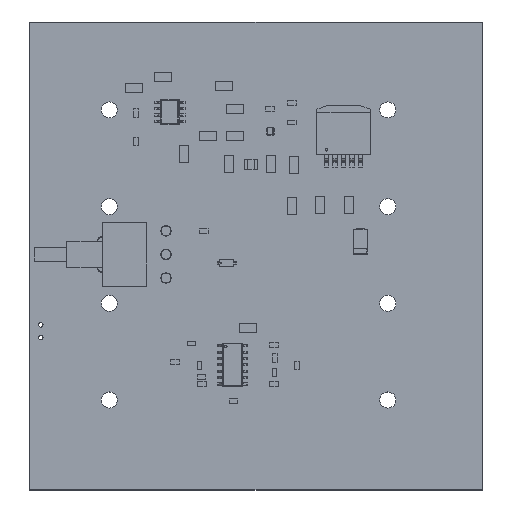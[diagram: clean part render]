
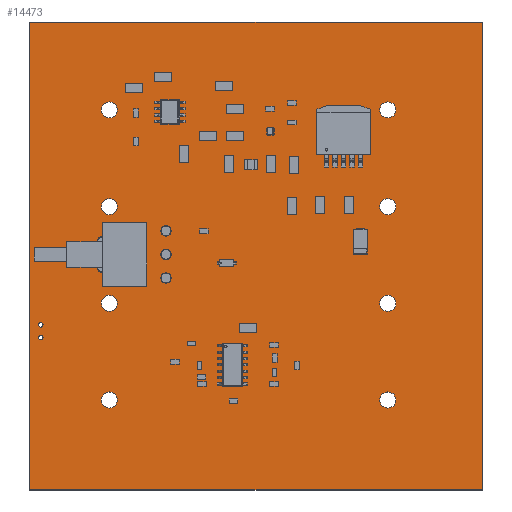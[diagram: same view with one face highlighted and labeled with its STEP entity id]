
A CAD part, top view. The second image highlights one B-rep face of the part: STEP entity #14473.
In plain terms, the highlighted planar face has unit normal (0, 0, 1).
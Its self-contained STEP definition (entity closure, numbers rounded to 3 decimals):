
#13804 = VERTEX_POINT('',#13805);
#13805 = CARTESIAN_POINT('',(0.,-90.373,0.));
#13811 = EDGE_CURVE('',#13804,#13812,#13814,.T.);
#13812 = VERTEX_POINT('',#13813);
#13813 = CARTESIAN_POINT('',(90.348,-90.373,0.));
#13814 = LINE('',#13815,#13816);
#13815 = CARTESIAN_POINT('',(0.,-90.373,0.));
#13816 = VECTOR('',#13817,1.);
#13817 = DIRECTION('',(1.,0.,0.));
#13842 = EDGE_CURVE('',#13812,#13843,#13845,.T.);
#13843 = VERTEX_POINT('',#13844);
#13844 = CARTESIAN_POINT('',(90.348,3.048,0.));
#13845 = LINE('',#13846,#13847);
#13846 = CARTESIAN_POINT('',(90.348,-90.373,0.));
#13847 = VECTOR('',#13848,1.);
#13848 = DIRECTION('',(0.,1.,0.));
#13873 = EDGE_CURVE('',#13843,#13874,#13876,.T.);
#13874 = VERTEX_POINT('',#13875);
#13875 = CARTESIAN_POINT('',(0.,3.048,0.));
#13876 = LINE('',#13877,#13878);
#13877 = CARTESIAN_POINT('',(90.348,3.048,0.));
#13878 = VECTOR('',#13879,1.);
#13879 = DIRECTION('',(-1.,0.,0.));
#13904 = EDGE_CURVE('',#13874,#13804,#13905,.T.);
#13905 = LINE('',#13906,#13907);
#13906 = CARTESIAN_POINT('',(0.,3.048,0.));
#13907 = VECTOR('',#13908,1.);
#13908 = DIRECTION('',(0.,-1.,0.));
#13928 = VERTEX_POINT('',#13929);
#13929 = CARTESIAN_POINT('',(2.66,-57.404,0.));
#13935 = EDGE_CURVE('',#13928,#13928,#13936,.T.);
#13936 = CIRCLE('',#13937,0.45);
#13937 = AXIS2_PLACEMENT_3D('',#13938,#13939,#13940);
#13938 = CARTESIAN_POINT('',(2.21,-57.404,0.));
#13939 = DIRECTION('',(0.,0.,1.));
#13940 = DIRECTION('',(1.,0.,0.));
#13961 = VERTEX_POINT('',#13962);
#13962 = CARTESIAN_POINT('',(17.491,-72.411,0.));
#13968 = EDGE_CURVE('',#13961,#13961,#13969,.T.);
#13969 = CIRCLE('',#13970,1.6);
#13970 = AXIS2_PLACEMENT_3D('',#13971,#13972,#13973);
#13971 = CARTESIAN_POINT('',(15.891,-72.411,0.));
#13972 = DIRECTION('',(0.,0.,1.));
#13973 = DIRECTION('',(1.,0.,0.));
#13994 = VERTEX_POINT('',#13995);
#13995 = CARTESIAN_POINT('',(2.66,-59.944,0.));
#14001 = EDGE_CURVE('',#13994,#13994,#14002,.T.);
#14002 = CIRCLE('',#14003,0.45);
#14003 = AXIS2_PLACEMENT_3D('',#14004,#14005,#14006);
#14004 = CARTESIAN_POINT('',(2.21,-59.944,0.));
#14005 = DIRECTION('',(0.,0.,1.));
#14006 = DIRECTION('',(1.,0.,0.));
#14027 = VERTEX_POINT('',#14028);
#14028 = CARTESIAN_POINT('',(15.553,-45.898,0.));
#14034 = EDGE_CURVE('',#14027,#14027,#14035,.T.);
#14035 = CIRCLE('',#14036,1.05);
#14036 = AXIS2_PLACEMENT_3D('',#14037,#14038,#14039);
#14037 = CARTESIAN_POINT('',(14.503,-45.898,0.));
#14038 = DIRECTION('',(0.,0.,1.));
#14039 = DIRECTION('',(1.,0.,0.));
#14060 = VERTEX_POINT('',#14061);
#14061 = CARTESIAN_POINT('',(15.553,-40.818,0.));
#14067 = EDGE_CURVE('',#14060,#14060,#14068,.T.);
#14068 = CIRCLE('',#14069,1.05);
#14069 = AXIS2_PLACEMENT_3D('',#14070,#14071,#14072);
#14070 = CARTESIAN_POINT('',(14.503,-40.818,0.));
#14071 = DIRECTION('',(0.,0.,1.));
#14072 = DIRECTION('',(1.,0.,0.));
#14093 = VERTEX_POINT('',#14094);
#14094 = CARTESIAN_POINT('',(17.491,-33.811,0.));
#14100 = EDGE_CURVE('',#14093,#14093,#14101,.T.);
#14101 = CIRCLE('',#14102,1.6);
#14102 = AXIS2_PLACEMENT_3D('',#14103,#14104,#14105);
#14103 = CARTESIAN_POINT('',(15.891,-33.811,0.));
#14104 = DIRECTION('',(0.,0.,1.));
#14105 = DIRECTION('',(1.,0.,0.));
#14126 = VERTEX_POINT('',#14127);
#14127 = CARTESIAN_POINT('',(17.491,-14.511,0.));
#14133 = EDGE_CURVE('',#14126,#14126,#14134,.T.);
#14134 = CIRCLE('',#14135,1.6);
#14135 = AXIS2_PLACEMENT_3D('',#14136,#14137,#14138);
#14136 = CARTESIAN_POINT('',(15.891,-14.511,0.));
#14137 = DIRECTION('',(0.,0.,1.));
#14138 = DIRECTION('',(1.,0.,0.));
#14159 = VERTEX_POINT('',#14160);
#14160 = CARTESIAN_POINT('',(17.491,-53.111,0.));
#14166 = EDGE_CURVE('',#14159,#14159,#14167,.T.);
#14167 = CIRCLE('',#14168,1.6);
#14168 = AXIS2_PLACEMENT_3D('',#14169,#14170,#14171);
#14169 = CARTESIAN_POINT('',(15.891,-53.111,0.));
#14170 = DIRECTION('',(0.,0.,1.));
#14171 = DIRECTION('',(1.,0.,0.));
#14192 = VERTEX_POINT('',#14193);
#14193 = CARTESIAN_POINT('',(28.253,-48.058,0.));
#14199 = EDGE_CURVE('',#14192,#14192,#14200,.T.);
#14200 = CIRCLE('',#14201,1.05);
#14201 = AXIS2_PLACEMENT_3D('',#14202,#14203,#14204);
#14202 = CARTESIAN_POINT('',(27.203,-48.058,0.));
#14203 = DIRECTION('',(0.,0.,1.));
#14204 = DIRECTION('',(1.,0.,0.));
#14225 = VERTEX_POINT('',#14226);
#14226 = CARTESIAN_POINT('',(73.101,-72.411,0.));
#14232 = EDGE_CURVE('',#14225,#14225,#14233,.T.);
#14233 = CIRCLE('',#14234,1.6);
#14234 = AXIS2_PLACEMENT_3D('',#14235,#14236,#14237);
#14235 = CARTESIAN_POINT('',(71.501,-72.411,0.));
#14236 = DIRECTION('',(0.,0.,1.));
#14237 = DIRECTION('',(1.,0.,0.));
#14258 = VERTEX_POINT('',#14259);
#14259 = CARTESIAN_POINT('',(73.101,-53.111,0.));
#14265 = EDGE_CURVE('',#14258,#14258,#14266,.T.);
#14266 = CIRCLE('',#14267,1.6);
#14267 = AXIS2_PLACEMENT_3D('',#14268,#14269,#14270);
#14268 = CARTESIAN_POINT('',(71.501,-53.111,0.));
#14269 = DIRECTION('',(0.,0.,1.));
#14270 = DIRECTION('',(1.,0.,0.));
#14291 = VERTEX_POINT('',#14292);
#14292 = CARTESIAN_POINT('',(28.253,-43.358,0.));
#14298 = EDGE_CURVE('',#14291,#14291,#14299,.T.);
#14299 = CIRCLE('',#14300,1.05);
#14300 = AXIS2_PLACEMENT_3D('',#14301,#14302,#14303);
#14301 = CARTESIAN_POINT('',(27.203,-43.358,0.));
#14302 = DIRECTION('',(0.,0.,1.));
#14303 = DIRECTION('',(1.,0.,0.));
#14324 = VERTEX_POINT('',#14325);
#14325 = CARTESIAN_POINT('',(28.253,-38.658,0.));
#14331 = EDGE_CURVE('',#14324,#14324,#14332,.T.);
#14332 = CIRCLE('',#14333,1.05);
#14333 = AXIS2_PLACEMENT_3D('',#14334,#14335,#14336);
#14334 = CARTESIAN_POINT('',(27.203,-38.658,0.));
#14335 = DIRECTION('',(0.,0.,1.));
#14336 = DIRECTION('',(1.,0.,0.));
#14357 = VERTEX_POINT('',#14358);
#14358 = CARTESIAN_POINT('',(73.101,-33.811,0.));
#14364 = EDGE_CURVE('',#14357,#14357,#14365,.T.);
#14365 = CIRCLE('',#14366,1.6);
#14366 = AXIS2_PLACEMENT_3D('',#14367,#14368,#14369);
#14367 = CARTESIAN_POINT('',(71.501,-33.811,0.));
#14368 = DIRECTION('',(0.,0.,1.));
#14369 = DIRECTION('',(1.,0.,0.));
#14390 = VERTEX_POINT('',#14391);
#14391 = CARTESIAN_POINT('',(73.101,-14.511,0.));
#14397 = EDGE_CURVE('',#14390,#14390,#14398,.T.);
#14398 = CIRCLE('',#14399,1.6);
#14399 = AXIS2_PLACEMENT_3D('',#14400,#14401,#14402);
#14400 = CARTESIAN_POINT('',(71.501,-14.511,0.));
#14401 = DIRECTION('',(0.,0.,1.));
#14402 = DIRECTION('',(1.,0.,0.));
#14473 = ADVANCED_FACE('',(#14474,#14480,#14483,#14486,#14489,#14492,
    #14495,#14498,#14501,#14504,#14507,#14510,#14513,#14516,#14519,
    #14522),#14525,.F.);
#14474 = FACE_BOUND('',#14475,.T.);
#14475 = EDGE_LOOP('',(#14476,#14477,#14478,#14479));
#14476 = ORIENTED_EDGE('',*,*,#13811,.T.);
#14477 = ORIENTED_EDGE('',*,*,#13842,.T.);
#14478 = ORIENTED_EDGE('',*,*,#13873,.T.);
#14479 = ORIENTED_EDGE('',*,*,#13904,.T.);
#14480 = FACE_BOUND('',#14481,.F.);
#14481 = EDGE_LOOP('',(#14482));
#14482 = ORIENTED_EDGE('',*,*,#13935,.T.);
#14483 = FACE_BOUND('',#14484,.F.);
#14484 = EDGE_LOOP('',(#14485));
#14485 = ORIENTED_EDGE('',*,*,#13968,.T.);
#14486 = FACE_BOUND('',#14487,.F.);
#14487 = EDGE_LOOP('',(#14488));
#14488 = ORIENTED_EDGE('',*,*,#14001,.T.);
#14489 = FACE_BOUND('',#14490,.F.);
#14490 = EDGE_LOOP('',(#14491));
#14491 = ORIENTED_EDGE('',*,*,#14034,.T.);
#14492 = FACE_BOUND('',#14493,.F.);
#14493 = EDGE_LOOP('',(#14494));
#14494 = ORIENTED_EDGE('',*,*,#14067,.T.);
#14495 = FACE_BOUND('',#14496,.F.);
#14496 = EDGE_LOOP('',(#14497));
#14497 = ORIENTED_EDGE('',*,*,#14100,.T.);
#14498 = FACE_BOUND('',#14499,.F.);
#14499 = EDGE_LOOP('',(#14500));
#14500 = ORIENTED_EDGE('',*,*,#14133,.T.);
#14501 = FACE_BOUND('',#14502,.F.);
#14502 = EDGE_LOOP('',(#14503));
#14503 = ORIENTED_EDGE('',*,*,#14166,.T.);
#14504 = FACE_BOUND('',#14505,.F.);
#14505 = EDGE_LOOP('',(#14506));
#14506 = ORIENTED_EDGE('',*,*,#14199,.T.);
#14507 = FACE_BOUND('',#14508,.F.);
#14508 = EDGE_LOOP('',(#14509));
#14509 = ORIENTED_EDGE('',*,*,#14232,.T.);
#14510 = FACE_BOUND('',#14511,.F.);
#14511 = EDGE_LOOP('',(#14512));
#14512 = ORIENTED_EDGE('',*,*,#14265,.T.);
#14513 = FACE_BOUND('',#14514,.F.);
#14514 = EDGE_LOOP('',(#14515));
#14515 = ORIENTED_EDGE('',*,*,#14298,.T.);
#14516 = FACE_BOUND('',#14517,.F.);
#14517 = EDGE_LOOP('',(#14518));
#14518 = ORIENTED_EDGE('',*,*,#14331,.T.);
#14519 = FACE_BOUND('',#14520,.F.);
#14520 = EDGE_LOOP('',(#14521));
#14521 = ORIENTED_EDGE('',*,*,#14364,.T.);
#14522 = FACE_BOUND('',#14523,.F.);
#14523 = EDGE_LOOP('',(#14524));
#14524 = ORIENTED_EDGE('',*,*,#14397,.T.);
#14525 = PLANE('',#14526);
#14526 = AXIS2_PLACEMENT_3D('',#14527,#14528,#14529);
#14527 = CARTESIAN_POINT('',(0.,-90.373,0.));
#14528 = DIRECTION('',(0.,0.,-1.));
#14529 = DIRECTION('',(-1.,0.,0.));
